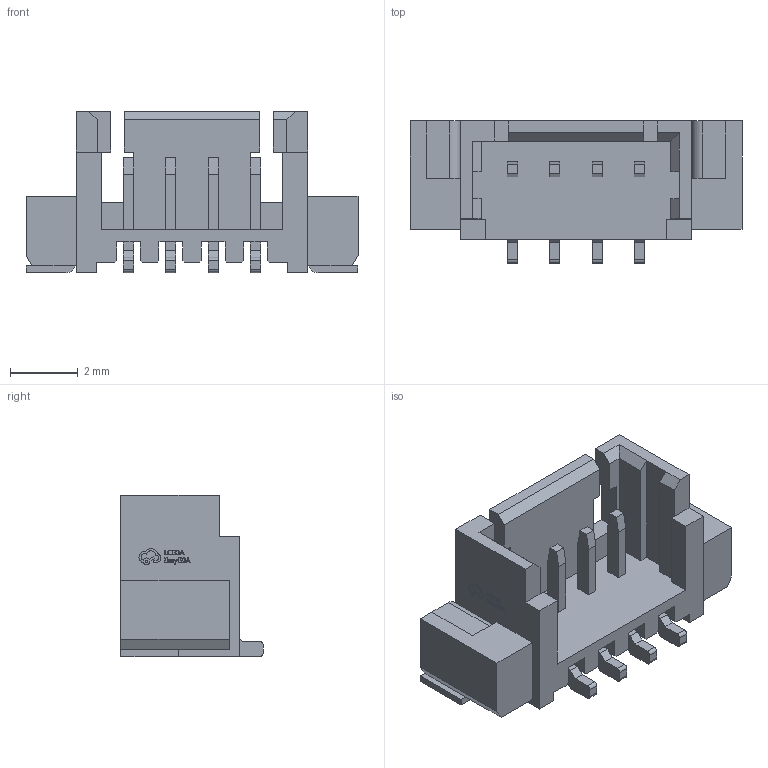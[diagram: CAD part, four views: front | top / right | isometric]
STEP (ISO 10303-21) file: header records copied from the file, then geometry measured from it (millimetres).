
FILE_DESCRIPTION (( 'STEP AP214' ), '1' );
FILE_NAME ('CONN-SMD_4P-P1.25_HCTL_HC-1.25-4PLT.step', '2022-07-29T13:47:07', ( '' ), ( '' ), 'SwSTEP 2.0', 'SolidWorks 2020', '' );
FILE_SCHEMA (( 'AUTOMOTIVE_DESIGN' ));
Length unit declared in the file: millimetre
Products named in the file (1): CONN-SMD_4P-P1.25_HCTL_HC-1.25-4PLT
Bounding box: 9.8 x 4.2 x 4.76 mm (x, y, z)
Volume: 59.3 mm3; surface area: 285.8 mm2
Topology: 16 solids, 16 shells, 495 faces, 1336 edges, 885 vertices
Faces by surface type: plane 363, bspline 112, cylinder 20
Entity records: 22151 total; most frequent: CARTESIAN_POINT 4812, ORIENTED_EDGE 2672, DIRECTION 1914, EDGE_CURVE 1336, VECTOR 1066, LINE 1066, VERTEX_POINT 885, EDGE_LOOP 519
